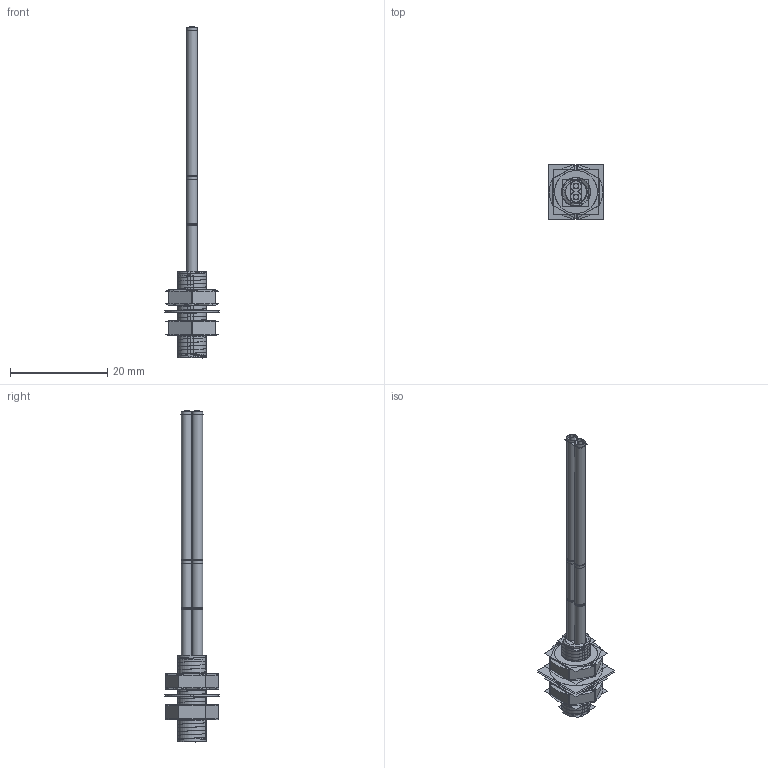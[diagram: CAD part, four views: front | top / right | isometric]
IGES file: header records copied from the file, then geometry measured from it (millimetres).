
Start section:  PTC IGES file: 193418.igs
Global section: file name: 193418.igs; native system: Creo Parametric by Parametric Technology Corporation; preprocessor: 2013230; author: pdmadmin; organization: Unknown; date: 20160217.093919; units: millimetre
Bounding box: 11.23 x 11.23 x 68.43 mm (x, y, z)
Volume: 1013.7 mm3; surface area: 24605.3 mm2
Topology: 9 solids, 11 shells, 316 faces, 1600 edges, 2054 vertices
Faces by surface type: revolution 220, bspline 96
